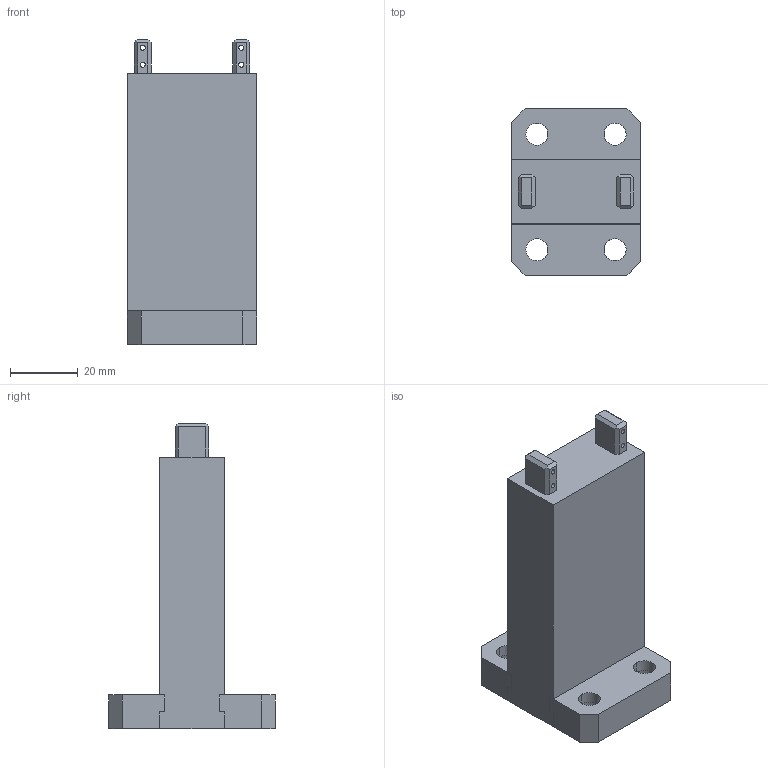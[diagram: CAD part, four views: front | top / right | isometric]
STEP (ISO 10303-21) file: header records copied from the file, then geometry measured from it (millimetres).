
FILE_DESCRIPTION(('CATIA V5 STEP Exchange'),'2;1');
FILE_NAME('STS01_3D-01.stp','2025-09-15T03:54:07+00:00',('none'),('none'),'CATIA Version 5 Release 20 GA (IN-10)','CATIA V5 STEP AP214','none');
FILE_SCHEMA(('AUTOMOTIVE_DESIGN { 1 0 10303 214 1 1 1 1 }'));
Length unit declared in the file: millimetre
Products named in the file (1): STS01_01
Bounding box: 38 x 49 x 90 mm (x, y, z)
Volume: 66322.6 mm3; surface area: 17203.2 mm2
Topology: 3 solids, 3 shells, 97 faces, 248 edges, 163 vertices
Faces by surface type: plane 65, cylinder 28, cone 4
Entity records: 3334 total; most frequent: CARTESIAN_POINT 967, ORIENTED_EDGE 492, DIRECTION 417, EDGE_CURVE 246, VECTOR 188, LINE 188, VERTEX_POINT 163, AXIS2_PLACEMENT_3D 133
